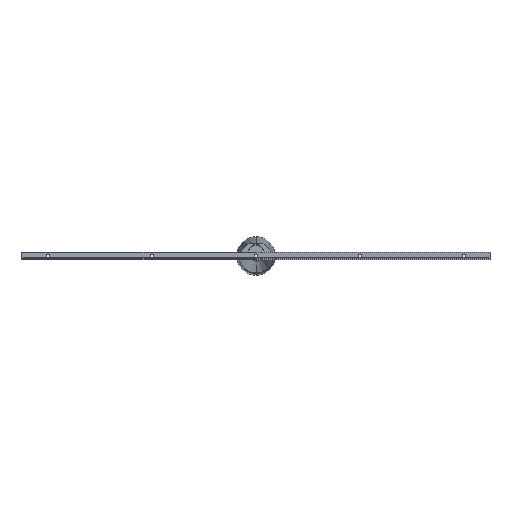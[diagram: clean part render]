
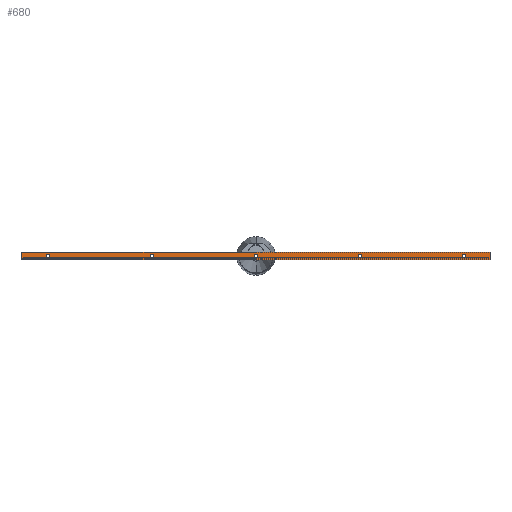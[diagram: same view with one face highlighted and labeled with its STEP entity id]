
A CAD part, top view. The second image highlights one B-rep face of the part: STEP entity #680.
In plain terms, the highlighted face is planar.
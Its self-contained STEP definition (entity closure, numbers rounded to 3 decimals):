
#27 = CIRCLE ( 'NONE', #10183, 11. ) ;
#186 = EDGE_CURVE ( 'NONE', #5836, #5980, #7722, .T. ) ;
#498 = DIRECTION ( 'NONE',  ( 1., 0., 0. ) ) ;
#526 = CARTESIAN_POINT ( 'NONE',  ( 0., 80., -1350. ) ) ;
#553 = CARTESIAN_POINT ( 'NONE',  ( 22.5, 80., -1200. ) ) ;
#642 = ORIENTED_EDGE ( 'NONE', *, *, #6003, .F. ) ;
#680 = ADVANCED_FACE ( 'NONE', ( #816, #5554, #8916, #4741, #6812, #3486 ), #1696, .F. ) ;
#691 = VERTEX_POINT ( 'NONE', #3439 ) ;
#808 = CARTESIAN_POINT ( 'NONE',  ( 22.5, 80., -1200. ) ) ;
#813 = EDGE_CURVE ( 'NONE', #691, #10699, #5604, .T. ) ;
#816 = FACE_BOUND ( 'NONE', #3858, .T. ) ;
#925 = DIRECTION ( 'NONE',  ( 0., -1., 0. ) ) ;
#980 = LINE ( 'NONE', #10103, #1499 ) ;
#1059 = CARTESIAN_POINT ( 'NONE',  ( 22.5, 80., 600. ) ) ;
#1070 = DIRECTION ( 'NONE',  ( 0., -1., 0. ) ) ;
#1279 = DIRECTION ( 'NONE',  ( 0., 1., 0. ) ) ;
#1460 = EDGE_CURVE ( 'NONE', #3917, #4125, #27, .T. ) ;
#1479 = CIRCLE ( 'NONE', #7578, 11. ) ;
#1499 = VECTOR ( 'NONE', #7641, 1000. ) ;
#1662 = DIRECTION ( 'NONE',  ( -1., 0., 0. ) ) ;
#1696 = PLANE ( 'NONE',  #4221 ) ;
#1853 = VECTOR ( 'NONE', #9355, 1000. ) ;
#2129 = ORIENTED_EDGE ( 'NONE', *, *, #6810, .F. ) ;
#2199 = EDGE_LOOP ( 'NONE', ( #5003, #2129 ) ) ;
#2205 = CARTESIAN_POINT ( 'NONE',  ( 22.5, 80., 600. ) ) ;
#2292 = CARTESIAN_POINT ( 'NONE',  ( 11.5, 80., -600. ) ) ;
#2346 = DIRECTION ( 'NONE',  ( -1., 0., 0. ) ) ;
#2381 = CARTESIAN_POINT ( 'NONE',  ( 33.5, 80., -1200. ) ) ;
#2488 = AXIS2_PLACEMENT_3D ( 'NONE', #553, #1279, #3079 ) ;
#2521 = EDGE_LOOP ( 'NONE', ( #4623, #2698, #8739, #5724 ) ) ;
#2584 = CARTESIAN_POINT ( 'NONE',  ( 11.5, 80., 600. ) ) ;
#2671 = LINE ( 'NONE', #5994, #1853 ) ;
#2672 = CARTESIAN_POINT ( 'NONE',  ( 45., 80., 1350. ) ) ;
#2690 = AXIS2_PLACEMENT_3D ( 'NONE', #2703, #6024, #3576 ) ;
#2698 = ORIENTED_EDGE ( 'NONE', *, *, #9231, .F. ) ;
#2703 = CARTESIAN_POINT ( 'NONE',  ( 22.5, 80., 0. ) ) ;
#2760 = DIRECTION ( 'NONE',  ( 1., 0., 0. ) ) ;
#2776 = LINE ( 'NONE', #7955, #10249 ) ;
#2823 = DIRECTION ( 'NONE',  ( -1., 0., 0. ) ) ;
#2893 = DIRECTION ( 'NONE',  ( -1., 0., 0. ) ) ;
#2952 = VERTEX_POINT ( 'NONE', #3875 ) ;
#3020 = AXIS2_PLACEMENT_3D ( 'NONE', #4476, #3759, #2893 ) ;
#3079 = DIRECTION ( 'NONE',  ( -1., 0., 0. ) ) ;
#3287 = EDGE_CURVE ( 'NONE', #5980, #5836, #10736, .T. ) ;
#3365 = CIRCLE ( 'NONE', #7740, 11. ) ;
#3439 = CARTESIAN_POINT ( 'NONE',  ( 33.5, 80., 0. ) ) ;
#3486 = FACE_BOUND ( 'NONE', #5580, .T. ) ;
#3576 = DIRECTION ( 'NONE',  ( -1., 0., 0. ) ) ;
#3759 = DIRECTION ( 'NONE',  ( 0., 1., 0. ) ) ;
#3782 = CIRCLE ( 'NONE', #5516, 11. ) ;
#3858 = EDGE_LOOP ( 'NONE', ( #6750, #7567 ) ) ;
#3875 = CARTESIAN_POINT ( 'NONE',  ( 45., 80., 1350. ) ) ;
#3917 = VERTEX_POINT ( 'NONE', #2292 ) ;
#3970 = CARTESIAN_POINT ( 'NONE',  ( 22.5, 80., -600. ) ) ;
#4024 = LINE ( 'NONE', #7977, #9663 ) ;
#4125 = VERTEX_POINT ( 'NONE', #6413 ) ;
#4127 = DIRECTION ( 'NONE',  ( 0., 1., 0. ) ) ;
#4221 = AXIS2_PLACEMENT_3D ( 'NONE', #2672, #925, #5995 ) ;
#4247 = EDGE_CURVE ( 'NONE', #7364, #7715, #3782, .T. ) ;
#4462 = EDGE_CURVE ( 'NONE', #8815, #10476, #2776, .T. ) ;
#4476 = CARTESIAN_POINT ( 'NONE',  ( 22.5, 80., 0. ) ) ;
#4623 = ORIENTED_EDGE ( 'NONE', *, *, #4462, .T. ) ;
#4741 = FACE_OUTER_BOUND ( 'NONE', #2521, .T. ) ;
#4882 = VERTEX_POINT ( 'NONE', #9128 ) ;
#5003 = ORIENTED_EDGE ( 'NONE', *, *, #1460, .F. ) ;
#5111 = CARTESIAN_POINT ( 'NONE',  ( 33.5, 80., 1200. ) ) ;
#5167 = ORIENTED_EDGE ( 'NONE', *, *, #8057, .T. ) ;
#5296 = AXIS2_PLACEMENT_3D ( 'NONE', #8510, #1070, #9396 ) ;
#5514 = DIRECTION ( 'NONE',  ( 0., -1., 0. ) ) ;
#5516 = AXIS2_PLACEMENT_3D ( 'NONE', #10733, #5645, #8945 ) ;
#5554 = FACE_BOUND ( 'NONE', #7407, .T. ) ;
#5580 = EDGE_LOOP ( 'NONE', ( #9670, #10713 ) ) ;
#5602 = EDGE_CURVE ( 'NONE', #7715, #7364, #8083, .T. ) ;
#5604 = CIRCLE ( 'NONE', #3020, 11. ) ;
#5645 = DIRECTION ( 'NONE',  ( 0., -1., 0. ) ) ;
#5724 = ORIENTED_EDGE ( 'NONE', *, *, #9387, .T. ) ;
#5836 = VERTEX_POINT ( 'NONE', #2381 ) ;
#5980 = VERTEX_POINT ( 'NONE', #6835 ) ;
#5994 = CARTESIAN_POINT ( 'NONE',  ( 0., 80., 1350. ) ) ;
#5995 = DIRECTION ( 'NONE',  ( 1., 0., 0. ) ) ;
#6003 = EDGE_CURVE ( 'NONE', #10699, #691, #9329, .T. ) ;
#6024 = DIRECTION ( 'NONE',  ( 0., 1., 0. ) ) ;
#6178 = VERTEX_POINT ( 'NONE', #9198 ) ;
#6413 = CARTESIAN_POINT ( 'NONE',  ( 33.5, 80., -600. ) ) ;
#6512 = AXIS2_PLACEMENT_3D ( 'NONE', #1059, #7719, #2760 ) ;
#6750 = ORIENTED_EDGE ( 'NONE', *, *, #3287, .F. ) ;
#6810 = EDGE_CURVE ( 'NONE', #4125, #3917, #3365, .T. ) ;
#6812 = FACE_BOUND ( 'NONE', #10522, .T. ) ;
#6835 = CARTESIAN_POINT ( 'NONE',  ( 11.5, 80., -1200. ) ) ;
#7180 = ORIENTED_EDGE ( 'NONE', *, *, #8104, .T. ) ;
#7295 = EDGE_CURVE ( 'NONE', #2952, #4882, #4024, .T. ) ;
#7364 = VERTEX_POINT ( 'NONE', #5111 ) ;
#7381 = CARTESIAN_POINT ( 'NONE',  ( 22.5, 80., -600. ) ) ;
#7407 = EDGE_LOOP ( 'NONE', ( #642, #8062 ) ) ;
#7458 = DIRECTION ( 'NONE',  ( -1., 0., 0. ) ) ;
#7512 = DIRECTION ( 'NONE',  ( -1., 0., 0. ) ) ;
#7567 = ORIENTED_EDGE ( 'NONE', *, *, #186, .F. ) ;
#7578 = AXIS2_PLACEMENT_3D ( 'NONE', #2205, #5514, #498 ) ;
#7641 = DIRECTION ( 'NONE',  ( 0., 0., -1. ) ) ;
#7715 = VERTEX_POINT ( 'NONE', #8732 ) ;
#7719 = DIRECTION ( 'NONE',  ( 0., -1., 0. ) ) ;
#7722 = CIRCLE ( 'NONE', #2488, 11. ) ;
#7740 = AXIS2_PLACEMENT_3D ( 'NONE', #3970, #4127, #7458 ) ;
#7955 = CARTESIAN_POINT ( 'NONE',  ( 45., 80., -1350. ) ) ;
#7977 = CARTESIAN_POINT ( 'NONE',  ( 45., 80., 1350. ) ) ;
#8057 = EDGE_CURVE ( 'NONE', #6178, #9983, #9852, .T. ) ;
#8062 = ORIENTED_EDGE ( 'NONE', *, *, #813, .F. ) ;
#8083 = CIRCLE ( 'NONE', #5296, 11. ) ;
#8104 = EDGE_CURVE ( 'NONE', #9983, #6178, #1479, .T. ) ;
#8362 = DIRECTION ( 'NONE',  ( 0., 1., 0. ) ) ;
#8510 = CARTESIAN_POINT ( 'NONE',  ( 22.5, 80., 1200. ) ) ;
#8690 = CARTESIAN_POINT ( 'NONE',  ( 11.5, 80., 0. ) ) ;
#8732 = CARTESIAN_POINT ( 'NONE',  ( 11.5, 80., 1200. ) ) ;
#8739 = ORIENTED_EDGE ( 'NONE', *, *, #7295, .F. ) ;
#8815 = VERTEX_POINT ( 'NONE', #9371 ) ;
#8916 = FACE_BOUND ( 'NONE', #2199, .T. ) ;
#8945 = DIRECTION ( 'NONE',  ( -1., 0., 0. ) ) ;
#9128 = CARTESIAN_POINT ( 'NONE',  ( 0., 80., 1350. ) ) ;
#9149 = DIRECTION ( 'NONE',  ( 0., 1., 0. ) ) ;
#9198 = CARTESIAN_POINT ( 'NONE',  ( 33.5, 80., 600. ) ) ;
#9231 = EDGE_CURVE ( 'NONE', #4882, #10476, #2671, .T. ) ;
#9329 = CIRCLE ( 'NONE', #2690, 11. ) ;
#9355 = DIRECTION ( 'NONE',  ( 0., 0., -1. ) ) ;
#9371 = CARTESIAN_POINT ( 'NONE',  ( 45., 80., -1350. ) ) ;
#9387 = EDGE_CURVE ( 'NONE', #2952, #8815, #980, .T. ) ;
#9396 = DIRECTION ( 'NONE',  ( -1., 0., 0. ) ) ;
#9663 = VECTOR ( 'NONE', #2346, 1000. ) ;
#9670 = ORIENTED_EDGE ( 'NONE', *, *, #5602, .T. ) ;
#9852 = CIRCLE ( 'NONE', #6512, 11. ) ;
#9983 = VERTEX_POINT ( 'NONE', #2584 ) ;
#10051 = AXIS2_PLACEMENT_3D ( 'NONE', #808, #8362, #7512 ) ;
#10103 = CARTESIAN_POINT ( 'NONE',  ( 45., 80., 1350. ) ) ;
#10183 = AXIS2_PLACEMENT_3D ( 'NONE', #7381, #9149, #1662 ) ;
#10249 = VECTOR ( 'NONE', #2823, 1000. ) ;
#10476 = VERTEX_POINT ( 'NONE', #526 ) ;
#10522 = EDGE_LOOP ( 'NONE', ( #7180, #5167 ) ) ;
#10699 = VERTEX_POINT ( 'NONE', #8690 ) ;
#10713 = ORIENTED_EDGE ( 'NONE', *, *, #4247, .T. ) ;
#10733 = CARTESIAN_POINT ( 'NONE',  ( 22.5, 80., 1200. ) ) ;
#10736 = CIRCLE ( 'NONE', #10051, 11. ) ;
